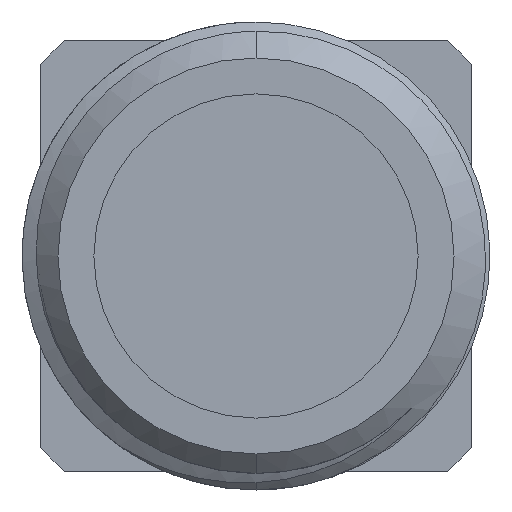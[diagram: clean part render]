
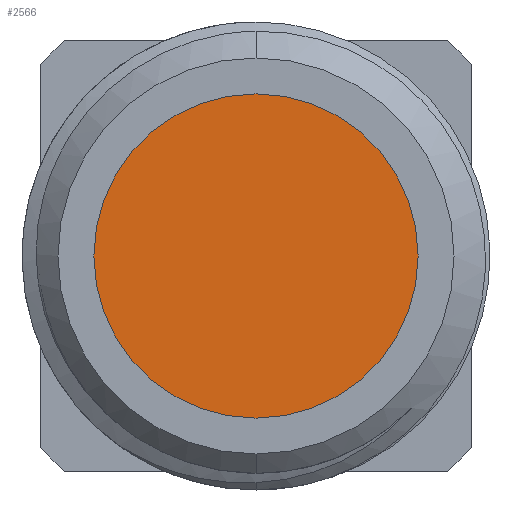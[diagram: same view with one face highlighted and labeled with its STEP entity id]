
A CAD part, left-side view. The second image highlights one B-rep face of the part: STEP entity #2566.
In plain terms, the highlighted planar face has unit normal (-1, 0, 0).
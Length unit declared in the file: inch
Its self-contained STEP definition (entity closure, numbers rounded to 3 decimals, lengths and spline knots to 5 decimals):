
#11 = CIRCLE ( 'NONE', #1855, 0.09409 ) ;
#48 = AXIS2_PLACEMENT_3D ( 'NONE', #345, #2090, #1836 ) ;
#186 = ORIENTED_EDGE ( 'NONE', *, *, #527, .T. ) ;
#276 = CARTESIAN_POINT ( 'NONE',  ( 0.12008, 0., 0. ) ) ;
#345 = CARTESIAN_POINT ( 'NONE',  ( 0.12008, 0., 0. ) ) ;
#402 = DIRECTION ( 'NONE',  ( -1., 0., 0. ) ) ;
#527 = EDGE_CURVE ( 'NONE', #1497, #2907, #1270, .T. ) ;
#716 = CARTESIAN_POINT ( 'NONE',  ( 0.12008, 0., 0.09409 ) ) ;
#1247 = AXIS2_PLACEMENT_3D ( 'NONE', #276, #1639, #1877 ) ;
#1270 = CIRCLE ( 'NONE', #48, 0.09409 ) ;
#1411 = EDGE_CURVE ( 'NONE', #2907, #1497, #11, .T. ) ;
#1497 = VERTEX_POINT ( 'NONE', #716 ) ;
#1520 = FACE_OUTER_BOUND ( 'NONE', #3178, .T. ) ;
#1639 = DIRECTION ( 'NONE',  ( 1., 0., 0. ) ) ;
#1773 = ORIENTED_EDGE ( 'NONE', *, *, #1411, .T. ) ;
#1836 = DIRECTION ( 'NONE',  ( 0., 0., 1. ) ) ;
#1855 = AXIS2_PLACEMENT_3D ( 'NONE', #2383, #402, #2401 ) ;
#1877 = DIRECTION ( 'NONE',  ( 0., 0., -1. ) ) ;
#2090 = DIRECTION ( 'NONE',  ( -1., 0., 0. ) ) ;
#2383 = CARTESIAN_POINT ( 'NONE',  ( 0.12008, 0., 0. ) ) ;
#2401 = DIRECTION ( 'NONE',  ( 0., 0., 1. ) ) ;
#2545 = PLANE ( 'NONE',  #1247 ) ;
#2566 = ADVANCED_FACE ( 'NONE', ( #1520 ), #2545, .F. ) ;
#2907 = VERTEX_POINT ( 'NONE', #3051 ) ;
#3051 = CARTESIAN_POINT ( 'NONE',  ( 0.12008, 0., -0.09409 ) ) ;
#3178 = EDGE_LOOP ( 'NONE', ( #186, #1773 ) ) ;
